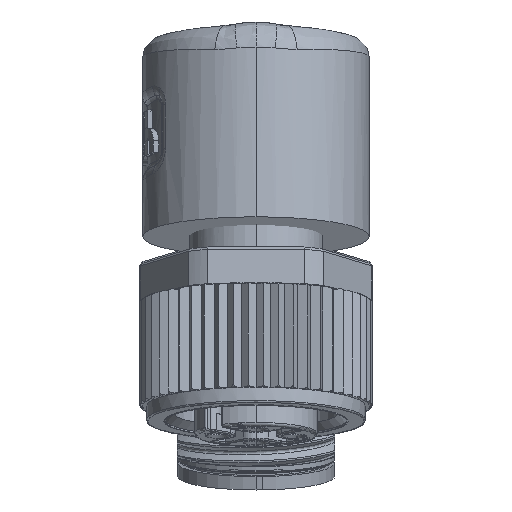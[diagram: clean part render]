
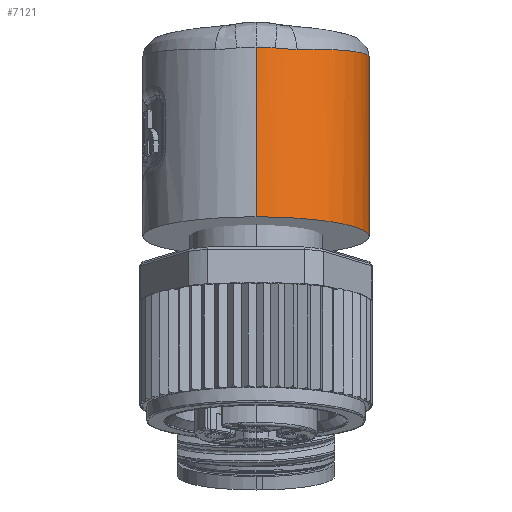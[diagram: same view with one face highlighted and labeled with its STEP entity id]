
A CAD part, front view. The second image highlights one B-rep face of the part: STEP entity #7121.
In plain terms, the highlighted cylindrical face has radius 7.5 mm (diameter 15 mm), a partial arc.
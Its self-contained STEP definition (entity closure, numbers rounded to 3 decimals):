
#7121=ADVANCED_FACE('',(#14272),#14273,.T.);
#14272=FACE_OUTER_BOUND('',#44650,.T.);
#14273=CYLINDRICAL_SURFACE('',#44651,7.5);
#44650=EDGE_LOOP('',(#66568,#66569,#66570,#66571,#66572,#66573,#66574,#66575,#66576,#66577,#66578));
#44651=AXIS2_PLACEMENT_3D('',#66579,#66580,#66581);
#66568=ORIENTED_EDGE('',*,*,#75026,.F.);
#66569=ORIENTED_EDGE('',*,*,#75030,.F.);
#66570=ORIENTED_EDGE('',*,*,#75167,.F.);
#66571=ORIENTED_EDGE('',*,*,#75168,.F.);
#66572=ORIENTED_EDGE('',*,*,#75169,.F.);
#66573=ORIENTED_EDGE('',*,*,#75032,.F.);
#66574=ORIENTED_EDGE('',*,*,#75022,.F.);
#66575=ORIENTED_EDGE('',*,*,#75170,.F.);
#66576=ORIENTED_EDGE('',*,*,#75077,.T.);
#66577=ORIENTED_EDGE('',*,*,#75171,.T.);
#66578=ORIENTED_EDGE('',*,*,#75019,.F.);
#66579=CARTESIAN_POINT('',(0.0,6.646,-7.682));
#66580=DIRECTION('',(0.0,-0.174,-0.985));
#66581=DIRECTION('',(0.0,-0.985,0.174));
#75019=EDGE_CURVE('',#86957,#86953,#86959,.T.);
#75022=EDGE_CURVE('',#86961,#86963,#86964,.T.);
#75026=EDGE_CURVE('',#86967,#86957,#86969,.T.);
#75030=EDGE_CURVE('',#86973,#86967,#86975,.T.);
#75032=EDGE_CURVE('',#86963,#86977,#86978,.T.);
#75077=EDGE_CURVE('',#87038,#87037,#87040,.T.);
#75167=EDGE_CURVE('',#87166,#86973,#87167,.T.);
#75168=EDGE_CURVE('',#87168,#87166,#87169,.T.);
#75169=EDGE_CURVE('',#86977,#87168,#87170,.T.);
#75170=EDGE_CURVE('',#87038,#86961,#87171,.T.);
#75171=EDGE_CURVE('',#87037,#86953,#87172,.T.);
#86953=VERTEX_POINT('',#113364);
#86957=VERTEX_POINT('',#113392);
#86959=B_SPLINE_CURVE_WITH_KNOTS('',3,(#113398,#113399,#113400,#113401,#113402,#113403,#113404,#113405,#113406,#113407,#113408,#113409,#113410,#113411,#113412,#113413,#113414,#113415,#113416,#113417,#113418,#113419),.UNSPECIFIED.,.F.,.F.,(4,1,1,1,1,1,1,1,1,1,1,1,1,1,1,1,1,1,1,4),(0.0,0.053,0.105,0.158,0.211,0.263,0.316,0.368,0.421,0.474,0.526,0.579,0.632,0.684,0.737,0.789,0.842,0.895,0.947,1.0),.UNSPECIFIED.);
#86961=VERTEX_POINT('',#113421);
#86963=VERTEX_POINT('',#113429);
#86964=B_SPLINE_CURVE_WITH_KNOTS('',3,(#113430,#113431,#113432,#113433,#113434,#113435,#113436,#113437),.UNSPECIFIED.,.F.,.F.,(4,1,1,1,1,4),(0.0,0.203,0.406,0.606,0.804,1.0),.UNSPECIFIED.);
#86967=VERTEX_POINT('',#113446);
#86969=B_SPLINE_CURVE_WITH_KNOTS('',3,(#113451,#113452,#113453,#113454,#113455,#113456),.UNSPECIFIED.,.F.,.F.,(4,1,1,4),(0.0,0.333,0.667,1.0),.UNSPECIFIED.);
#86973=VERTEX_POINT('',#113465);
#86975=B_SPLINE_CURVE_WITH_KNOTS('',3,(#113470,#113471,#113472,#113473,#113474,#113475),.UNSPECIFIED.,.F.,.F.,(4,1,1,4),(0.0,0.333,0.667,1.0),.UNSPECIFIED.);
#86977=VERTEX_POINT('',#113477);
#86978=B_SPLINE_CURVE_WITH_KNOTS('',3,(#113478,#113479,#113480,#113481,#113482,#113483),.UNSPECIFIED.,.F.,.F.,(4,1,1,4),(0.0,0.333,0.667,1.0),.UNSPECIFIED.);
#87037=VERTEX_POINT('',#113672);
#87038=VERTEX_POINT('',#113673);
#87040=CIRCLE('',#113675,7.5);
#87166=VERTEX_POINT('',#114386);
#87167=B_SPLINE_CURVE_WITH_KNOTS('',3,(#114387,#114388,#114389,#114390,#114391,#114392),.UNSPECIFIED.,.F.,.F.,(4,1,1,4),(0.0,0.333,0.667,1.0),.UNSPECIFIED.);
#87168=VERTEX_POINT('',#114393);
#87169=B_SPLINE_CURVE_WITH_KNOTS('',3,(#114394,#114395,#114396,#114397,#114398,#114399),.UNSPECIFIED.,.F.,.F.,(4,1,1,4),(0.0,0.333,0.667,1.0),.UNSPECIFIED.);
#87170=B_SPLINE_CURVE_WITH_KNOTS('',3,(#114400,#114401,#114402,#114403,#114404,#114405,#114406,#114407,#114408,#114409,#114410,#114411,#114412,#114413,#114414),.UNSPECIFIED.,.F.,.F.,(4,1,1,1,1,1,1,1,1,1,1,1,4),(0.0,0.083,0.167,0.25,0.333,0.417,0.5,0.583,0.667,0.75,0.833,0.917,1.0),.UNSPECIFIED.);
#87171=LINE('',#114415,#114416);
#87172=LINE('',#114417,#114418);
#113364=CARTESIAN_POINT('',(0.,14.348,-7.187));
#113392=CARTESIAN_POINT('',(6.536,11.568,-0.949));
#113398=CARTESIAN_POINT('',(6.536,11.568,-0.949));
#113399=CARTESIAN_POINT('',(6.52,11.574,-1.077));
#113400=CARTESIAN_POINT('',(6.481,11.598,-1.342));
#113401=CARTESIAN_POINT('',(6.394,11.67,-1.769));
#113402=CARTESIAN_POINT('',(6.273,11.784,-2.227));
#113403=CARTESIAN_POINT('',(6.109,11.942,-2.719));
#113404=CARTESIAN_POINT('',(5.893,12.145,-3.24));
#113405=CARTESIAN_POINT('',(5.622,12.382,-3.772));
#113406=CARTESIAN_POINT('',(5.296,12.642,-4.298));
#113407=CARTESIAN_POINT('',(4.928,12.904,-4.791));
#113408=CARTESIAN_POINT('',(4.528,13.155,-5.239));
#113409=CARTESIAN_POINT('',(4.105,13.387,-5.637));
#113410=CARTESIAN_POINT('',(3.667,13.595,-5.984));
#113411=CARTESIAN_POINT('',(3.219,13.777,-6.282));
#113412=CARTESIAN_POINT('',(2.764,13.934,-6.534));
#113413=CARTESIAN_POINT('',(2.305,14.064,-6.741));
#113414=CARTESIAN_POINT('',(1.844,14.169,-6.907));
#113415=CARTESIAN_POINT('',(1.381,14.25,-7.034));
#113416=CARTESIAN_POINT('',(0.918,14.307,-7.123));
#113417=CARTESIAN_POINT('',(0.457,14.341,-7.175));
#113418=CARTESIAN_POINT('',(0.152,14.348,-7.187));
#113419=CARTESIAN_POINT('',(0.,14.348,-7.187));
#113421=CARTESIAN_POINT('',(0.,1.239,4.847));
#113429=CARTESIAN_POINT('',(1.266,1.337,4.784));
#113430=CARTESIAN_POINT('',(0.,1.239,4.847));
#113431=CARTESIAN_POINT('',(0.086,1.239,4.847));
#113432=CARTESIAN_POINT('',(0.259,1.242,4.846));
#113433=CARTESIAN_POINT('',(0.516,1.254,4.839));
#113434=CARTESIAN_POINT('',(0.769,1.274,4.828));
#113435=CARTESIAN_POINT('',(1.019,1.302,4.81));
#113436=CARTESIAN_POINT('',(1.184,1.325,4.794));
#113437=CARTESIAN_POINT('',(1.266,1.337,4.784));
#113446=CARTESIAN_POINT('',(6.569,11.604,-0.401));
#113451=CARTESIAN_POINT('',(6.569,11.604,-0.401));
#113452=CARTESIAN_POINT('',(6.569,11.594,-0.458));
#113453=CARTESIAN_POINT('',(6.568,11.576,-0.576));
#113454=CARTESIAN_POINT('',(6.557,11.563,-0.758));
#113455=CARTESIAN_POINT('',(6.544,11.565,-0.885));
#113456=CARTESIAN_POINT('',(6.536,11.568,-0.949));
#113465=CARTESIAN_POINT('',(6.561,11.795,0.599));
#113470=CARTESIAN_POINT('',(6.561,11.795,0.599));
#113471=CARTESIAN_POINT('',(6.562,11.774,0.488));
#113472=CARTESIAN_POINT('',(6.564,11.732,0.266));
#113473=CARTESIAN_POINT('',(6.567,11.667,-0.067));
#113474=CARTESIAN_POINT('',(6.568,11.625,-0.29));
#113475=CARTESIAN_POINT('',(6.569,11.604,-0.401));
#113477=CARTESIAN_POINT('',(2.72,1.732,4.701));
#113478=CARTESIAN_POINT('',(1.266,1.337,4.784));
#113479=CARTESIAN_POINT('',(1.44,1.364,4.765));
#113480=CARTESIAN_POINT('',(1.781,1.43,4.731));
#113481=CARTESIAN_POINT('',(2.267,1.564,4.702));
#113482=CARTESIAN_POINT('',(2.572,1.673,4.699));
#113483=CARTESIAN_POINT('',(2.72,1.732,4.701));
#113672=CARTESIAN_POINT('',(0.,14.032,-8.984));
#113673=CARTESIAN_POINT('',(0.0,-0.741,-6.379));
#113675=AXIS2_PLACEMENT_3D('',#124455,#124456,#124457);
#114386=CARTESIAN_POINT('',(6.507,12.012,1.274));
#114387=CARTESIAN_POINT('',(6.507,12.012,1.274));
#114388=CARTESIAN_POINT('',(6.519,11.977,1.194));
#114389=CARTESIAN_POINT('',(6.539,11.913,1.038));
#114390=CARTESIAN_POINT('',(6.556,11.841,0.812));
#114391=CARTESIAN_POINT('',(6.561,11.808,0.669));
#114392=CARTESIAN_POINT('',(6.561,11.795,0.599));
#114393=CARTESIAN_POINT('',(5.818,13.425,3.511));
#114394=CARTESIAN_POINT('',(5.818,13.425,3.511));
#114395=CARTESIAN_POINT('',(5.945,13.22,3.248));
#114396=CARTESIAN_POINT('',(6.158,12.838,2.731));
#114397=CARTESIAN_POINT('',(6.378,12.363,1.986));
#114398=CARTESIAN_POINT('',(6.471,12.117,1.509));
#114399=CARTESIAN_POINT('',(6.507,12.012,1.274));
#114400=CARTESIAN_POINT('',(2.72,1.732,4.701));
#114401=CARTESIAN_POINT('',(3.086,1.877,4.707));
#114402=CARTESIAN_POINT('',(3.796,2.226,4.71));
#114403=CARTESIAN_POINT('',(4.763,2.904,4.689));
#114404=CARTESIAN_POINT('',(5.613,3.722,4.644));
#114405=CARTESIAN_POINT('',(6.321,4.651,4.577));
#114406=CARTESIAN_POINT('',(6.89,5.702,4.488));
#114407=CARTESIAN_POINT('',(7.282,6.819,4.381));
#114408=CARTESIAN_POINT('',(7.492,7.984,4.257));
#114409=CARTESIAN_POINT('',(7.52,9.138,4.124));
#114410=CARTESIAN_POINT('',(7.361,10.32,3.976));
#114411=CARTESIAN_POINT('',(7.019,11.445,3.823));
#114412=CARTESIAN_POINT('',(6.508,12.494,3.667));
#114413=CARTESIAN_POINT('',(6.063,13.128,3.563));
#114414=CARTESIAN_POINT('',(5.818,13.425,3.511));
#114415=CARTESIAN_POINT('',(0.0,-0.741,-6.379));
#114416=VECTOR('',#124477,11.4);
#114417=CARTESIAN_POINT('',(0.,14.032,-8.984));
#114418=VECTOR('',#124478,1.825);
#124455=CARTESIAN_POINT('',(0.0,6.646,-7.682));
#124456=DIRECTION('',(0.0,0.174,0.985));
#124457=DIRECTION('',(0.0,-0.985,0.174));
#124477=DIRECTION('',(0.,0.174,0.985));
#124478=DIRECTION('',(0.,0.174,0.985));
